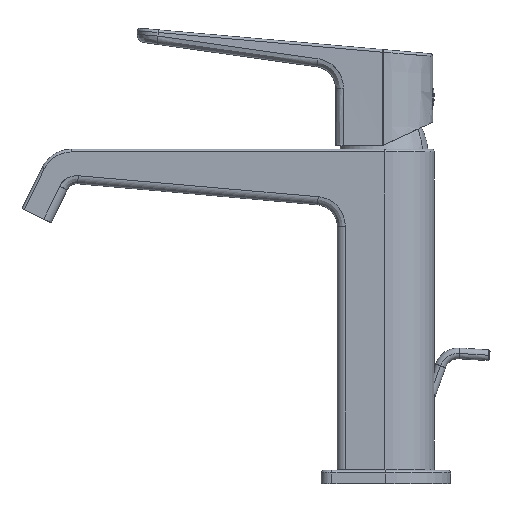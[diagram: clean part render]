
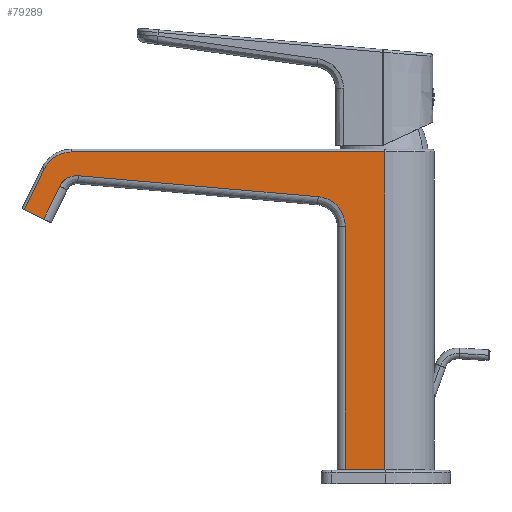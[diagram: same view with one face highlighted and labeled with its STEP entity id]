
A CAD part, left-side view. The second image highlights one B-rep face of the part: STEP entity #79289.
In plain terms, the highlighted planar face has unit normal (-1, 0.018, 0).
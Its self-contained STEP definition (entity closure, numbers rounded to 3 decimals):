
#79151=CARTESIAN_POINT('Axis2P3D Location',(-41.212,-31.372,16.477)) ;
#79156=CARTESIAN_POINT('Line Origine',(-39.648,58.225,121.762)) ;
#79160=CARTESIAN_POINT('Vertex',(-38.871,102.73,125.656)) ;
#79162=CARTESIAN_POINT('Vertex',(-40.425,13.721,117.869)) ;
#79166=CARTESIAN_POINT('Control Point',(-40.6,3.68,106.911)) ;
#79167=CARTESIAN_POINT('Control Point',(-40.6,3.68,108.048)) ;
#79168=CARTESIAN_POINT('Control Point',(-40.597,3.827,109.185)) ;
#79169=CARTESIAN_POINT('Control Point',(-40.592,4.121,110.297)) ;
#79170=CARTESIAN_POINT('Control Point',(-40.577,4.99,112.42)) ;
#79171=CARTESIAN_POINT('Control Point',(-40.553,6.369,114.252)) ;
#79172=CARTESIAN_POINT('Control Point',(-40.539,7.175,115.073)) ;
#79173=CARTESIAN_POINT('Control Point',(-40.509,8.861,116.397)) ;
#79174=CARTESIAN_POINT('Control Point',(-40.475,10.811,117.279)) ;
#79175=CARTESIAN_POINT('Control Point',(-40.459,11.76,117.585)) ;
#79176=CARTESIAN_POINT('Control Point',(-40.442,12.736,117.782)) ;
#79177=CARTESIAN_POINT('Control Point',(-40.425,13.721,117.869)) ;
#79178=CARTESIAN_POINT('Vertex',(-40.6,3.68,106.911)) ;
#79181=CARTESIAN_POINT('Line Origine',(-40.6,3.68,63.694)) ;
#79185=CARTESIAN_POINT('Vertex',(-40.6,3.68,20.477)) ;
#79188=CARTESIAN_POINT('Line Origine',(-40.6,3.68,18.477)) ;
#79192=CARTESIAN_POINT('Vertex',(-40.6,3.68,16.477)) ;
#79195=CARTESIAN_POINT('Line Origine',(-40.728,-3.692,16.477)) ;
#79199=CARTESIAN_POINT('Vertex',(-40.857,-11.063,16.477)) ;
#79202=CARTESIAN_POINT('Line Origine',(-40.857,-11.063,18.477)) ;
#79206=CARTESIAN_POINT('Vertex',(-40.857,-11.063,20.477)) ;
#79209=CARTESIAN_POINT('Line Origine',(-40.857,-11.063,77.477)) ;
#79213=CARTESIAN_POINT('Vertex',(-40.857,-11.063,134.477)) ;
#79216=CARTESIAN_POINT('Line Origine',(-39.841,47.177,134.477)) ;
#79220=CARTESIAN_POINT('Vertex',(-38.824,105.416,134.477)) ;
#79224=CARTESIAN_POINT('Control Point',(-38.824,105.416,134.477)) ;
#79225=CARTESIAN_POINT('Control Point',(-38.804,106.554,134.477)) ;
#79226=CARTESIAN_POINT('Control Point',(-38.784,107.691,134.33)) ;
#79227=CARTESIAN_POINT('Control Point',(-38.765,108.803,134.036)) ;
#79228=CARTESIAN_POINT('Control Point',(-38.728,110.926,133.168)) ;
#79229=CARTESIAN_POINT('Control Point',(-38.696,112.758,131.788)) ;
#79230=CARTESIAN_POINT('Control Point',(-38.681,113.579,130.983)) ;
#79231=CARTESIAN_POINT('Control Point',(-38.667,114.401,129.936)) ;
#79232=CARTESIAN_POINT('Control Point',(-38.656,115.053,128.787)) ;
#79233=CARTESIAN_POINT('Control Point',(-38.654,115.14,128.626)) ;
#79234=CARTESIAN_POINT('Control Point',(-38.653,115.223,128.464)) ;
#79235=CARTESIAN_POINT('Control Point',(-38.651,115.303,128.299)) ;
#79236=CARTESIAN_POINT('Vertex',(-38.651,115.303,128.299)) ;
#79239=CARTESIAN_POINT('Line Origine',(-38.586,119.023,120.673)) ;
#79243=CARTESIAN_POINT('Vertex',(-38.522,122.743,113.046)) ;
#79246=CARTESIAN_POINT('Line Origine',(-38.584,119.162,111.299)) ;
#79250=CARTESIAN_POINT('Vertex',(-38.647,115.581,109.553)) ;
#79253=CARTESIAN_POINT('Line Origine',(-38.698,112.606,115.652)) ;
#79257=CARTESIAN_POINT('Vertex',(-38.75,109.631,121.751)) ;
#79261=CARTESIAN_POINT('Control Point',(-38.871,102.73,125.656)) ;
#79262=CARTESIAN_POINT('Control Point',(-38.86,103.375,125.712)) ;
#79263=CARTESIAN_POINT('Control Point',(-38.848,104.027,125.694)) ;
#79264=CARTESIAN_POINT('Control Point',(-38.837,104.674,125.6)) ;
#79265=CARTESIAN_POINT('Control Point',(-38.815,105.935,125.264)) ;
#79266=CARTESIAN_POINT('Control Point',(-38.795,107.086,124.649)) ;
#79267=CARTESIAN_POINT('Control Point',(-38.785,107.623,124.276)) ;
#79268=CARTESIAN_POINT('Control Point',(-38.772,108.406,123.585)) ;
#79269=CARTESIAN_POINT('Control Point',(-38.761,109.046,122.764)) ;
#79270=CARTESIAN_POINT('Control Point',(-38.757,109.265,122.44)) ;
#79271=CARTESIAN_POINT('Control Point',(-38.753,109.46,122.102)) ;
#79272=CARTESIAN_POINT('Control Point',(-38.75,109.631,121.751)) ;
#79158=VECTOR('Line Direction',#79157,1.) ;
#79183=VECTOR('Line Direction',#79182,1.) ;
#79190=VECTOR('Line Direction',#79189,1.) ;
#79197=VECTOR('Line Direction',#79196,1.) ;
#79204=VECTOR('Line Direction',#79203,1.) ;
#79211=VECTOR('Line Direction',#79210,1.) ;
#79218=VECTOR('Line Direction',#79217,1.) ;
#79241=VECTOR('Line Direction',#79240,1.) ;
#79248=VECTOR('Line Direction',#79247,1.) ;
#79255=VECTOR('Line Direction',#79254,1.) ;
#79152=DIRECTION('Axis2P3D Direction',(1.,-0.017,0.)) ;
#79153=DIRECTION('Axis2P3D XDirection',(0.017,1.,0.)) ;
#79157=DIRECTION('Vector Direction',(0.017,0.996,0.087)) ;
#79182=DIRECTION('Vector Direction',(0.,0.,1.)) ;
#79189=DIRECTION('Vector Direction',(0.,0.,1.)) ;
#79196=DIRECTION('Vector Direction',(-0.017,-1.,0.)) ;
#79203=DIRECTION('Vector Direction',(0.,0.,-1.)) ;
#79210=DIRECTION('Vector Direction',(0.,0.,-1.)) ;
#79217=DIRECTION('Vector Direction',(-0.017,-1.,0.)) ;
#79240=DIRECTION('Vector Direction',(-0.008,-0.438,0.899)) ;
#79247=DIRECTION('Vector Direction',(-0.016,-0.899,-0.438)) ;
#79254=DIRECTION('Vector Direction',(-0.008,-0.438,0.899)) ;
#79154=AXIS2_PLACEMENT_3D('Plane Axis2P3D',#79151,#79152,#79153) ;
#79159=LINE('Line',#79156,#79158) ;
#79184=LINE('Line',#79181,#79183) ;
#79191=LINE('Line',#79188,#79190) ;
#79198=LINE('Line',#79195,#79197) ;
#79205=LINE('Line',#79202,#79204) ;
#79212=LINE('Line',#79209,#79211) ;
#79219=LINE('Line',#79216,#79218) ;
#79242=LINE('Line',#79239,#79241) ;
#79249=LINE('Line',#79246,#79248) ;
#79256=LINE('Line',#79253,#79255) ;
#79155=PLANE('',#79154) ;
#79164=EDGE_CURVE('',#79161,#79163,#79159,.F.) ;
#79180=EDGE_CURVE('',#79163,#79179,#79165,.F.) ;
#79187=EDGE_CURVE('',#79179,#79186,#79184,.F.) ;
#79194=EDGE_CURVE('',#79186,#79193,#79191,.F.) ;
#79201=EDGE_CURVE('',#79193,#79200,#79198,.T.) ;
#79208=EDGE_CURVE('',#79200,#79207,#79205,.F.) ;
#79215=EDGE_CURVE('',#79207,#79214,#79212,.F.) ;
#79222=EDGE_CURVE('',#79214,#79221,#79219,.F.) ;
#79238=EDGE_CURVE('',#79221,#79237,#79223,.T.) ;
#79245=EDGE_CURVE('',#79237,#79244,#79242,.F.) ;
#79252=EDGE_CURVE('',#79244,#79251,#79249,.T.) ;
#79259=EDGE_CURVE('',#79251,#79258,#79256,.T.) ;
#79273=EDGE_CURVE('',#79258,#79161,#79260,.F.) ;
#79275=ORIENTED_EDGE('',*,*,#79164,.T.) ;
#79276=ORIENTED_EDGE('',*,*,#79180,.T.) ;
#79277=ORIENTED_EDGE('',*,*,#79187,.T.) ;
#79278=ORIENTED_EDGE('',*,*,#79194,.T.) ;
#79279=ORIENTED_EDGE('',*,*,#79201,.T.) ;
#79280=ORIENTED_EDGE('',*,*,#79208,.T.) ;
#79281=ORIENTED_EDGE('',*,*,#79215,.T.) ;
#79282=ORIENTED_EDGE('',*,*,#79222,.T.) ;
#79283=ORIENTED_EDGE('',*,*,#79238,.T.) ;
#79284=ORIENTED_EDGE('',*,*,#79245,.T.) ;
#79285=ORIENTED_EDGE('',*,*,#79252,.T.) ;
#79286=ORIENTED_EDGE('',*,*,#79259,.T.) ;
#79287=ORIENTED_EDGE('',*,*,#79273,.T.) ;
#79274=EDGE_LOOP('',(#79275,#79276,#79277,#79278,#79279,#79280,#79281,#79282,#79283,#79284,#79285,#79286,#79287)) ;
#79161=VERTEX_POINT('',#79160) ;
#79163=VERTEX_POINT('',#79162) ;
#79179=VERTEX_POINT('',#79178) ;
#79186=VERTEX_POINT('',#79185) ;
#79193=VERTEX_POINT('',#79192) ;
#79200=VERTEX_POINT('',#79199) ;
#79207=VERTEX_POINT('',#79206) ;
#79214=VERTEX_POINT('',#79213) ;
#79221=VERTEX_POINT('',#79220) ;
#79237=VERTEX_POINT('',#79236) ;
#79244=VERTEX_POINT('',#79243) ;
#79251=VERTEX_POINT('',#79250) ;
#79258=VERTEX_POINT('',#79257) ;
#79289=ADVANCED_FACE('Superficie.145',(#79288),#79155,.F.) ;
#79165=B_SPLINE_CURVE_WITH_KNOTS('',5,(#79166,#79167,#79168,#79169,#79170,#79171,#79172,#79173,#79174,#79175,#79176,#79177),.UNSPECIFIED.,.F.,.U.,(6,3,3,6),(0.,8.055,16.111,23.118),.UNSPECIFIED.) ;
#79223=B_SPLINE_CURVE_WITH_KNOTS('',5,(#79224,#79225,#79226,#79227,#79228,#79229,#79230,#79231,#79232,#79233,#79234,#79235),.UNSPECIFIED.,.F.,.U.,(6,3,3,6),(0.,8.065,16.13,17.425),.UNSPECIFIED.) ;
#79260=B_SPLINE_CURVE_WITH_KNOTS('',5,(#79261,#79262,#79263,#79264,#79265,#79266,#79267,#79268,#79269,#79270,#79271,#79272),.UNSPECIFIED.,.F.,.U.,(6,3,3,6),(0.,4.594,9.188,11.952),.UNSPECIFIED.) ;
#79288=FACE_OUTER_BOUND('',#79274,.T.) ;
